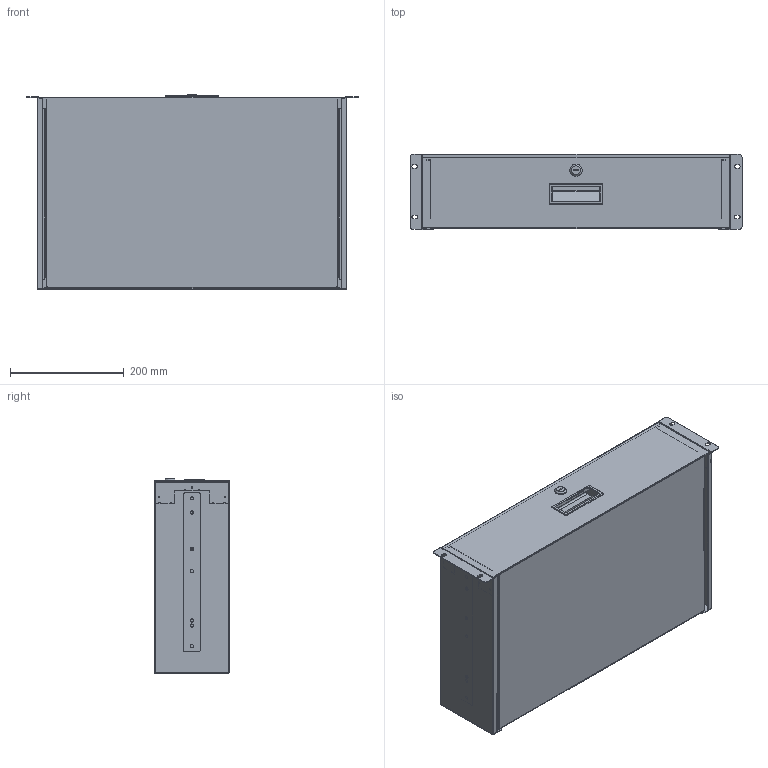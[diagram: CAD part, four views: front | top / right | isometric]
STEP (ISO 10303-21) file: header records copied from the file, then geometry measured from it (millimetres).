
FILE_DESCRIPTION (( 'STEP AP214' ), '1' );
FILE_NAME ('LC23INDR3U_3D.step', '2024-04-04T23:18:25', ( '' ), ( '' ), 'SwSTEP 2.0', 'SolidWorks 2022', '' );
FILE_SCHEMA (( 'AUTOMOTIVE_DESIGN' ));
Length unit declared in the file: millimetre
Products named in the file (18): lock cam^drawer assy_LC23INDR3U; drawer^drawer assy_LC23INDR3U; slide 3 rt^LC23INDR3U; LC23INDR3U_3D; rack attachment ear^drawer cabinet_LC23INDR3U; slide 4 mnt to cab lf^LC23INDR3U; molded drawer pull^drawer assy_LC23INDR3U; slide 4 mnt to cab rt^LC23INDR3U; slide 2 rt^LC23INDR3U; drawer assy^LC23INDR3U; slide 1 rt^LC23INDR3U; 3U drawer cabinet^drawer cabinet_LC23INDR3U; slide 3 lf^LC23INDR3U; drawer cabinet^LC23INDR3U; slide 2 lf^LC23INDR3U; lock cylinder^drawer assy_LC23INDR3U; slide 1 lf^LC23INDR3U; lock catch^drawer cabinet_LC23INDR3U
Assembly tree (18 placements, depth 3):
  LC23INDR3U_3D
    drawer cabinet^LC23INDR3U
      3U drawer cabinet^drawer cabinet_LC23INDR3U
      lock catch^drawer cabinet_LC23INDR3U
      rack attachment ear^drawer cabinet_LC23INDR3U  x2
    drawer assy^LC23INDR3U
      drawer^drawer assy_LC23INDR3U
      molded drawer pull^drawer assy_LC23INDR3U
      lock cylinder^drawer assy_LC23INDR3U
      lock cam^drawer assy_LC23INDR3U
    slide 1 rt^LC23INDR3U
    slide 2 rt^LC23INDR3U
    slide 3 rt^LC23INDR3U
    slide 4 mnt to cab rt^LC23INDR3U
    slide 1 lf^LC23INDR3U
    slide 2 lf^LC23INDR3U
    slide 3 lf^LC23INDR3U
    slide 4 mnt to cab lf^LC23INDR3U
Bounding box: 584.2 x 132.5 x 342 mm (x, y, z)
Volume: 1031374.5 mm3; surface area: 1619195.5 mm2
Topology: 28 solids, 28 shells, 1143 faces, 2839 edges, 1746 vertices
Faces by surface type: plane 593, cylinder 489, bspline 39, sphere 18, torus 2, cone 2
Entity records: 35218 total; most frequent: CARTESIAN_POINT 8307, DIRECTION 5465, ORIENTED_EDGE 5360, EDGE_CURVE 2680, AXIS2_PLACEMENT_3D 1887, LINE 1691, VECTOR 1691, VERTEX_POINT 1650
